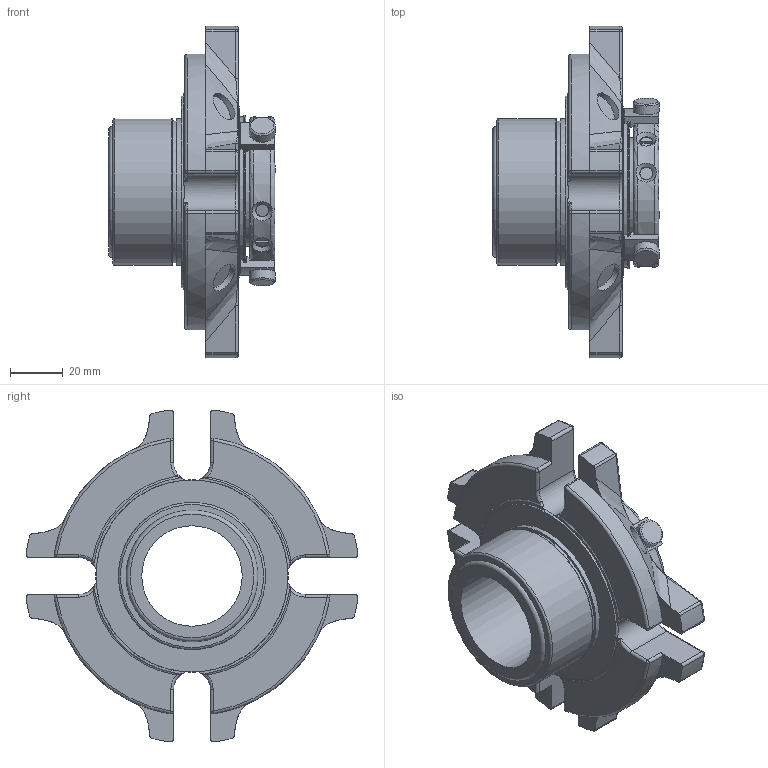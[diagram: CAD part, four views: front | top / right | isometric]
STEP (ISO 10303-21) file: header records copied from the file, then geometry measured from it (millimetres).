
FILE_DESCRIPTION(/* description */ ('Unknown'),/* implementation_level */ '2;1');
FILE_NAME(/* name */ '1.500',/* time_stamp */ '2023-02-21T13:00:44+00:00',/* author */ ('Unknown'),/* organization */ ('Unknown'),/* preprocessor_version */ 'ST-DEVELOPER v16.7',/* originating_system */ 'Solid Edge',/* authorisation */ 'Unknown');
FILE_SCHEMA (('AUTOMOTIVE_DESIGN {1 0 10303 214 3 1 1}'));
Length unit declared in the file: millimetre
Products named in the file (1): 1.500
Bounding box: 63.28 x 125.97 x 125.97 mm (x, y, z)
Volume: 195029.1 mm3; surface area: 47234.8 mm2
Topology: 1 solids, 1 shells, 556 faces, 1434 edges, 876 vertices
Faces by surface type: cylinder 219, plane 159, torus 68, bspline 45, sphere 40, cone 25
Full cylindrical faces by diameter (mm): 2.867 x8, 3.012 x1, 4.995 x5, 5.994 x3, 9.99 x3, 11.786 x3, 38.1 x1, 41.208 x2, 43.314 x1, 49.988 x1, 53.972 x1, 55.773 x1, 55.824 x1, 57.175 x1, 58.649 x1, 72.952 x1
Entity records: 20655 total; most frequent: CARTESIAN_POINT 4086, DIRECTION 2723, ORIENTED_EDGE 2556, EDGE_CURVE 1278, AXIS2_PLACEMENT_3D 1121, VERTEX_POINT 811, EDGE_LOOP 667, FACE_BOUND 667
